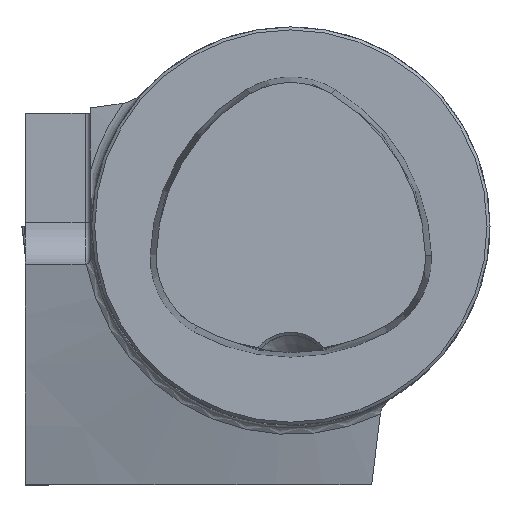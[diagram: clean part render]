
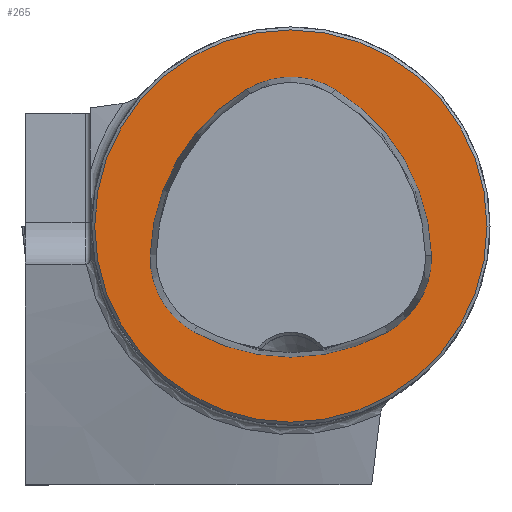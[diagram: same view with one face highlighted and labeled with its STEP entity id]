
A CAD part, top view. The second image highlights one B-rep face of the part: STEP entity #265.
In plain terms, the highlighted planar face has unit normal (0, 0, 1).
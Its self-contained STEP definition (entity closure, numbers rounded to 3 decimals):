
#189=FACE_BOUND('',#523,.T.);
#190=FACE_BOUND('',#524,.T.);
#206=CIRCLE('',#1974,20.063);
#208=CIRCLE('',#1977,20.063);
#209=CIRCLE('',#1978,8.563);
#210=CIRCLE('',#1979,20.063);
#211=CIRCLE('',#1980,8.563);
#212=CIRCLE('',#1981,8.563);
#213=CIRCLE('',#1982,19.7);
#265=ADVANCED_FACE('CU_E_LO_SU_1',(#189,#190),#357,.T.);
#357=PLANE('',#1983);
#523=EDGE_LOOP('',(#748,#749,#750,#751,#752,#753));
#524=EDGE_LOOP('',(#754));
#748=ORIENTED_EDGE('',*,*,#1416,.F.);
#749=ORIENTED_EDGE('',*,*,#1417,.F.);
#750=ORIENTED_EDGE('',*,*,#1418,.F.);
#751=ORIENTED_EDGE('',*,*,#1419,.F.);
#752=ORIENTED_EDGE('',*,*,#1413,.F.);
#753=ORIENTED_EDGE('',*,*,#1420,.F.);
#754=ORIENTED_EDGE('',*,*,#1421,.T.);
#1225=VERTEX_POINT('',#3130);
#1226=VERTEX_POINT('',#3132);
#1228=VERTEX_POINT('',#3138);
#1229=VERTEX_POINT('',#3139);
#1230=VERTEX_POINT('',#3141);
#1231=VERTEX_POINT('',#3143);
#1232=VERTEX_POINT('',#3147);
#1413=EDGE_CURVE('',#1225,#1226,#206,.T.);
#1416=EDGE_CURVE('',#1228,#1229,#208,.T.);
#1417=EDGE_CURVE('',#1230,#1228,#209,.T.);
#1418=EDGE_CURVE('',#1231,#1230,#210,.T.);
#1419=EDGE_CURVE('',#1226,#1231,#211,.T.);
#1420=EDGE_CURVE('',#1229,#1225,#212,.T.);
#1421=EDGE_CURVE('',#1232,#1232,#213,.T.);
#1974=AXIS2_PLACEMENT_3D('',#3131,#2232,#2233);
#1977=AXIS2_PLACEMENT_3D('',#3137,#2239,#2240);
#1978=AXIS2_PLACEMENT_3D('',#3140,#2241,#2242);
#1979=AXIS2_PLACEMENT_3D('',#3142,#2243,#2244);
#1980=AXIS2_PLACEMENT_3D('',#3144,#2245,#2246);
#1981=AXIS2_PLACEMENT_3D('',#3145,#2247,#2248);
#1982=AXIS2_PLACEMENT_3D('',#3146,#2249,#2250);
#1983=AXIS2_PLACEMENT_3D('',#3148,#2251,#2252);
#2232=DIRECTION('',(0.,0.,1.));
#2233=DIRECTION('',(1.,0.,0.));
#2239=DIRECTION('',(0.,0.,1.));
#2240=DIRECTION('',(1.,0.,0.));
#2241=DIRECTION('',(0.,0.,1.));
#2242=DIRECTION('',(1.,0.,0.));
#2243=DIRECTION('',(0.,0.,1.));
#2244=DIRECTION('',(1.,0.,0.));
#2245=DIRECTION('',(0.,0.,1.));
#2246=DIRECTION('',(1.,0.,0.));
#2247=DIRECTION('',(0.,0.,1.));
#2248=DIRECTION('',(1.,0.,0.));
#2249=DIRECTION('',(0.,0.,1.));
#2250=DIRECTION('',(1.,0.,0.));
#2251=DIRECTION('',(0.,0.,1.));
#2252=DIRECTION('',(1.,0.,0.));
#3130=CARTESIAN_POINT('',(-9.704,-10.66,0.));
#3131=CARTESIAN_POINT('',(0.,6.9,0.));
#3132=CARTESIAN_POINT('',(9.704,-10.66,0.));
#3137=CARTESIAN_POINT('',(5.934,-3.451,0.));
#3138=CARTESIAN_POINT('',(-4.418,13.735,0.));
#3139=CARTESIAN_POINT('',(-14.123,-2.953,0.));
#3140=CARTESIAN_POINT('',(0.,6.4,0.));
#3141=CARTESIAN_POINT('',(4.418,13.735,0.));
#3142=CARTESIAN_POINT('',(-5.934,-3.451,0.));
#3143=CARTESIAN_POINT('',(14.123,-2.953,0.));
#3144=CARTESIAN_POINT('',(5.562,-3.165,0.));
#3145=CARTESIAN_POINT('',(-5.562,-3.165,0.));
#3146=CARTESIAN_POINT('',(0.,0.,0.));
#3147=CARTESIAN_POINT('',(19.7,0.,0.));
#3148=CARTESIAN_POINT('',(0.,0.,0.));
